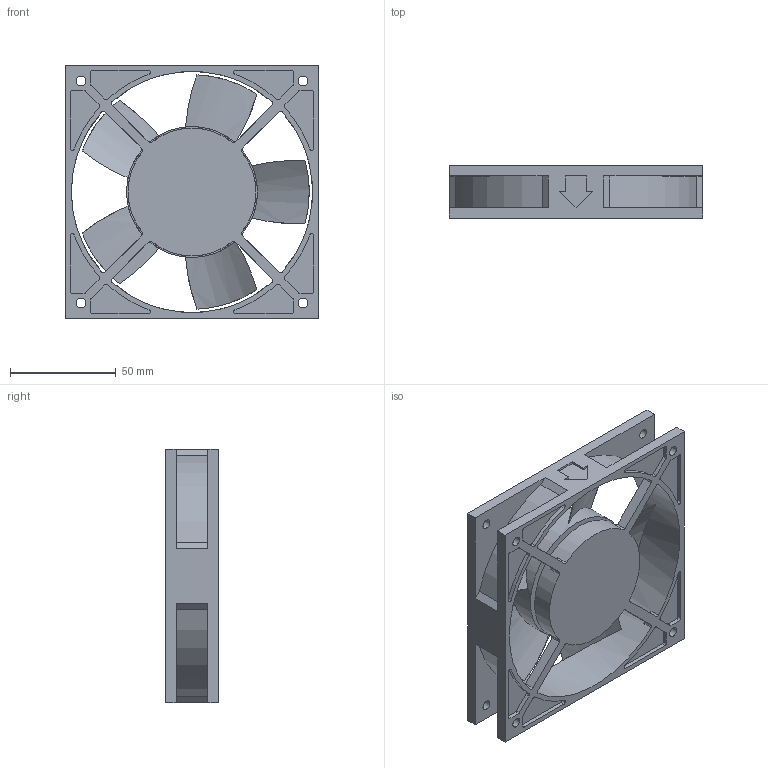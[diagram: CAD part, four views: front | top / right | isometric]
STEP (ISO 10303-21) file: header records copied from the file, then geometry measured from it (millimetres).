
FILE_DESCRIPTION(/* description */ (''),/* implementation_level */ '2;1');
FILE_NAME(/* name */ 'Fan 120mm.step',/* time_stamp */ '2020-04-14T17:01:55+01:00',/* author */ (''),/* organization */ (''),/* preprocessor_version */ 'ST-DEVELOPER v18.1',/* originating_system */ 'Autodesk Translation Framework v9.2.0.1227',/* authorisation */ '');
FILE_SCHEMA (('AUTOMOTIVE_DESIGN { 1 0 10303 214 3 1 1 }'));
Length unit declared in the file: millimetre
Products named in the file (1): Fan 120mm
Bounding box: 120 x 25 x 120 mm (x, y, z)
Volume: 118587.8 mm3; surface area: 62389.4 mm2
Topology: 2 solids, 2 shells, 257 faces, 705 edges, 470 vertices
Faces by surface type: cylinder 136, plane 117, torus 4
Full cylindrical faces by diameter (mm): 4.6 x8, 60.5 x1, 62 x1, 114.25 x1
Entity records: 8722 total; most frequent: CARTESIAN_POINT 1971, ORIENTED_EDGE 1410, DIRECTION 1397, EDGE_CURVE 705, AXIS2_PLACEMENT_3D 492, VERTEX_POINT 470, LINE 413, VECTOR 413
